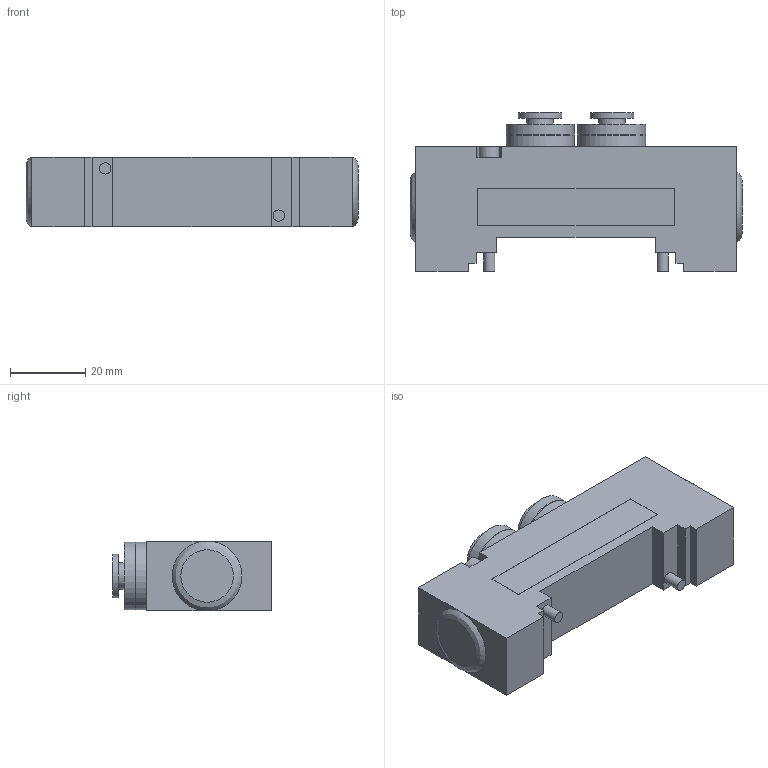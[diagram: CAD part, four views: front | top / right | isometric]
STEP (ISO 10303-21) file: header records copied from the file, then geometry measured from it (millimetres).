
FILE_DESCRIPTION((''),'2;1');
FILE_NAME('2436_52_00_19.stp','2006-01-04T09:12:04',('rivolro1'),(''),'Autodesk Inventor 10','Autodesk Inventor 10','');
FILE_SCHEMA(('AUTOMOTIVE_DESIGN { 1 0 10303 214 1 1 1 1 }'));
Length unit declared in the file: millimetre
Products named in the file (1): 2436_52_00_19
Bounding box: 88 x 42 x 18.5 mm (x, y, z)
Volume: 47293.5 mm3; surface area: 11362.8 mm2
Topology: 1 solids, 1 shells, 90 faces, 198 edges, 130 vertices
Faces by surface type: plane 61, cylinder 16, bspline 10, cone 2, torus 1
Full cylindrical faces by diameter (mm): 3 x2, 5.4 x2, 6 x2, 7 x2, 11.5 x2, 18 x4
Entity records: 2429 total; most frequent: CARTESIAN_POINT 494, DIRECTION 382, ORIENTED_EDGE 352, EDGE_CURVE 176, VECTOR 132, LINE 132, EDGE_LOOP 130, VERTEX_POINT 128
